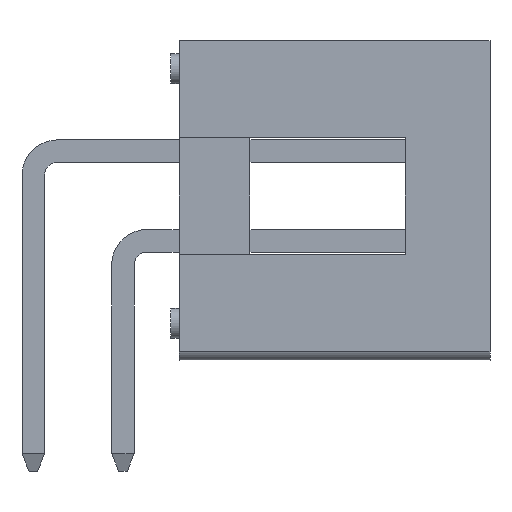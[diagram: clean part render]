
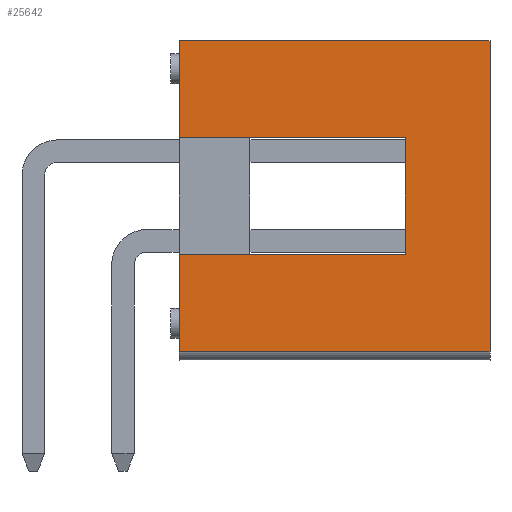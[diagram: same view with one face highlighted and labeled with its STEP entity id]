
A CAD part, front view. The second image highlights one B-rep face of the part: STEP entity #25642.
In plain terms, the highlighted face is planar.
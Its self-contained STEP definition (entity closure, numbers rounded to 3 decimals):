
#3389=ORIENTED_EDGE('',*,*,#6961,.T.);
#3390=ORIENTED_EDGE('',*,*,#6936,.F.);
#3391=ORIENTED_EDGE('',*,*,#6953,.T.);
#3392=ORIENTED_EDGE('',*,*,#6951,.T.);
#3393=ORIENTED_EDGE('',*,*,#6962,.T.);
#3394=ORIENTED_EDGE('',*,*,#6959,.F.);
#3395=ORIENTED_EDGE('',*,*,#6963,.F.);
#3396=ORIENTED_EDGE('',*,*,#6964,.T.);
#6936=EDGE_CURVE('',#8806,#8804,#10791,.T.);
#6951=EDGE_CURVE('',#8815,#8814,#10806,.T.);
#6953=EDGE_CURVE('',#8806,#8815,#10808,.T.);
#6959=EDGE_CURVE('',#8820,#8821,#10812,.T.);
#6961=EDGE_CURVE('',#8822,#8804,#10814,.T.);
#6962=EDGE_CURVE('',#8814,#8821,#10815,.T.);
#6963=EDGE_CURVE('',#8823,#8820,#10816,.T.);
#6964=EDGE_CURVE('',#8823,#8822,#10817,.T.);
#8804=VERTEX_POINT('',#35464);
#8806=VERTEX_POINT('',#35468);
#8814=VERTEX_POINT('',#35495);
#8815=VERTEX_POINT('',#35497);
#8820=VERTEX_POINT('',#35512);
#8821=VERTEX_POINT('',#35514);
#8822=VERTEX_POINT('',#35518);
#8823=VERTEX_POINT('',#35521);
#10791=LINE('',#35469,#13122);
#10806=LINE('',#35496,#13137);
#10808=LINE('',#35500,#13139);
#10812=LINE('',#35513,#13143);
#10814=LINE('',#35517,#13145);
#10815=LINE('',#35519,#13146);
#10816=LINE('',#35520,#13147);
#10817=LINE('',#35522,#13148);
#13122=VECTOR('',#30482,1000.);
#13137=VECTOR('',#30505,1000.);
#13139=VECTOR('',#30509,1000.);
#13143=VECTOR('',#30521,1000.);
#13145=VECTOR('',#30525,1000.);
#13146=VECTOR('',#30526,1000.);
#13147=VECTOR('',#30527,1000.);
#13148=VECTOR('',#30528,1000.);
#14701=EDGE_LOOP('',(#3389,#3390,#3391,#3392,#3393,#3394,#3395,#3396));
#15878=FACE_BOUND('',#14701,.T.);
#16964=PLANE('',#26904);
#25642=ADVANCED_FACE('',(#15878),#16964,.T.);
#26904=AXIS2_PLACEMENT_3D('',#35516,#30523,#30524);
#30482=DIRECTION('',(0.,0.,-1.));
#30505=DIRECTION('',(0.,0.,-1.));
#30509=DIRECTION('',(0.,1.,0.));
#30521=DIRECTION('',(0.,0.,-1.));
#30523=DIRECTION('',(1.,0.,0.));
#30524=DIRECTION('',(0.,0.,-1.));
#30525=DIRECTION('',(0.,1.,0.));
#30526=DIRECTION('',(0.,1.,0.));
#30527=DIRECTION('',(0.,1.,0.));
#30528=DIRECTION('',(0.,0.,-1.));
#35464=CARTESIAN_POINT('',(29.23,-1.65,-4.4));
#35468=CARTESIAN_POINT('',(29.23,-1.65,2.));
#35469=CARTESIAN_POINT('',(29.23,-1.65,2.));
#35495=CARTESIAN_POINT('',(29.23,1.65,-4.4));
#35496=CARTESIAN_POINT('',(29.23,1.65,2.));
#35497=CARTESIAN_POINT('',(29.23,1.65,2.));
#35500=CARTESIAN_POINT('',(29.23,-1.65,2.));
#35512=CARTESIAN_POINT('',(29.23,4.4,4.4));
#35513=CARTESIAN_POINT('',(29.23,4.4,4.4));
#35514=CARTESIAN_POINT('',(29.23,4.4,-4.4));
#35516=CARTESIAN_POINT('',(29.23,-4.4,4.4));
#35517=CARTESIAN_POINT('',(29.23,-4.4,-4.4));
#35518=CARTESIAN_POINT('',(29.23,-4.4,-4.4));
#35519=CARTESIAN_POINT('',(29.23,-4.4,-4.4));
#35520=CARTESIAN_POINT('',(29.23,-4.4,4.4));
#35521=CARTESIAN_POINT('',(29.23,-4.4,4.4));
#35522=CARTESIAN_POINT('',(29.23,-4.4,4.4));
